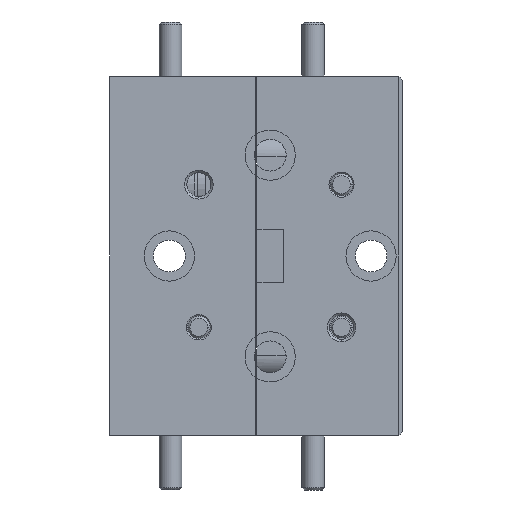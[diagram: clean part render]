
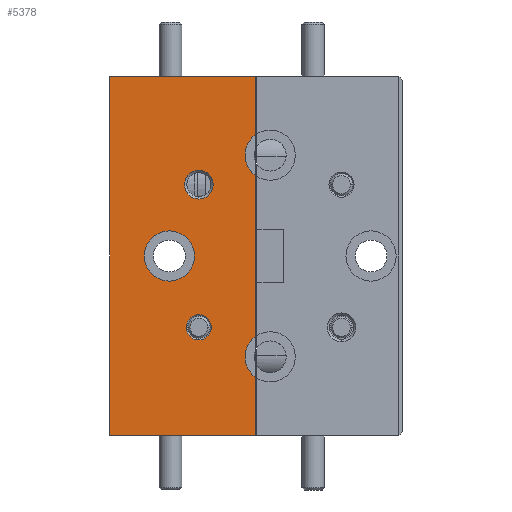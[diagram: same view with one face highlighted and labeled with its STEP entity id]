
A CAD part, left-side view. The second image highlights one B-rep face of the part: STEP entity #5378.
In plain terms, the highlighted planar face has unit normal (-1, 0, 0).
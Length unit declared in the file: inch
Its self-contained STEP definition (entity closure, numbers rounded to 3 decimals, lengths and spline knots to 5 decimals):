
#10 = VECTOR ( 'NONE', #14692, 39.37008 ) ;
#388 = CARTESIAN_POINT ( 'NONE',  ( -1.21883, 0.35303, 0.1641 ) ) ;
#426 = CARTESIAN_POINT ( 'NONE',  ( -1.21883, 0.35303, 0.0941 ) ) ;
#428 = CIRCLE ( 'NONE', #1911, 0.04 ) ;
#923 = VERTEX_POINT ( 'NONE', #10837 ) ;
#980 = EDGE_CURVE ( 'NONE', #15254, #11775, #12602, .T. ) ;
#1181 = VERTEX_POINT ( 'NONE', #14216 ) ;
#1266 = AXIS2_PLACEMENT_3D ( 'NONE', #1709, #2990, #6714 ) ;
#1299 = LINE ( 'NONE', #6215, #15234 ) ;
#1402 = EDGE_LOOP ( 'NONE', ( #8732, #4523, #13964, #8557, #14901, #10989, #3915, #11562 ) ) ;
#1453 = EDGE_CURVE ( 'NONE', #5369, #923, #3544, .T. ) ;
#1575 = DIRECTION ( 'NONE',  ( 0., 0., 1. ) ) ;
#1576 = CARTESIAN_POINT ( 'NONE',  ( -1.21883, 0.11378, 0.6641 ) ) ;
#1668 = AXIS2_PLACEMENT_3D ( 'NONE', #2372, #10829, #15396 ) ;
#1709 = CARTESIAN_POINT ( 'NONE',  ( -1.21883, 0.07178, 0.44535 ) ) ;
#1845 = CARTESIAN_POINT ( 'NONE',  ( -1.21883, 0.11378, -0.17315 ) ) ;
#1911 = AXIS2_PLACEMENT_3D ( 'NONE', #15184, #6836, #11640 ) ;
#2026 = CARTESIAN_POINT ( 'NONE',  ( -1.21883, 0.51978, 0.6641 ) ) ;
#2203 = EDGE_CURVE ( 'NONE', #15356, #1181, #13470, .T. ) ;
#2372 = CARTESIAN_POINT ( 'NONE',  ( -1.21883, 0.51978, 0.6641 ) ) ;
#2407 = CARTESIAN_POINT ( 'NONE',  ( -1.21883, 0.51978, -0.3359 ) ) ;
#2958 = EDGE_CURVE ( 'NONE', #1181, #15356, #12473, .T. ) ;
#2988 = EDGE_CURVE ( 'NONE', #5369, #14225, #1299, .T. ) ;
#2990 = DIRECTION ( 'NONE',  ( -1., 0., 0. ) ) ;
#3236 = DIRECTION ( 'NONE',  ( 0., 0., 1. ) ) ;
#3260 = CIRCLE ( 'NONE', #6552, 0.07 ) ;
#3307 = EDGE_CURVE ( 'NONE', #5868, #6200, #13237, .T. ) ;
#3320 = ORIENTED_EDGE ( 'NONE', *, *, #9110, .F. ) ;
#3524 = AXIS2_PLACEMENT_3D ( 'NONE', #388, #11534, #1575 ) ;
#3531 = DIRECTION ( 'NONE',  ( 0., 0., 1. ) ) ;
#3544 = CIRCLE ( 'NONE', #1266, 0.07 ) ;
#3554 = FACE_BOUND ( 'NONE', #3935, .T. ) ;
#3658 = ORIENTED_EDGE ( 'NONE', *, *, #13042, .F. ) ;
#3858 = EDGE_CURVE ( 'NONE', #9764, #923, #13516, .T. ) ;
#3915 = ORIENTED_EDGE ( 'NONE', *, *, #7171, .T. ) ;
#3935 = EDGE_LOOP ( 'NONE', ( #7413, #15614 ) ) ;
#4259 = CARTESIAN_POINT ( 'NONE',  ( -1.21883, 0.51978, 0.6641 ) ) ;
#4402 = AXIS2_PLACEMENT_3D ( 'NONE', #12211, #5018, #3531 ) ;
#4523 = ORIENTED_EDGE ( 'NONE', *, *, #1453, .F. ) ;
#4551 = CARTESIAN_POINT ( 'NONE',  ( -1.21883, 0.27065, 0.36297 ) ) ;
#4571 = EDGE_LOOP ( 'NONE', ( #3658, #5146 ) ) ;
#4627 = DIRECTION ( 'NONE',  ( -1., 0., 0. ) ) ;
#5018 = DIRECTION ( 'NONE',  ( -1., 0., 0. ) ) ;
#5146 = ORIENTED_EDGE ( 'NONE', *, *, #980, .F. ) ;
#5369 = VERTEX_POINT ( 'NONE', #7051 ) ;
#5378 = ADVANCED_FACE ( 'NONE', ( #7290, #3554, #8398, #5770 ), #13206, .F. ) ;
#5416 = CARTESIAN_POINT ( 'NONE',  ( -1.21883, 0.27065, 0.32297 ) ) ;
#5678 = CARTESIAN_POINT ( 'NONE',  ( -1.21883, 0.11378, -0.06115 ) ) ;
#5693 = ORIENTED_EDGE ( 'NONE', *, *, #6483, .F. ) ;
#5770 = FACE_OUTER_BOUND ( 'NONE', #1402, .T. ) ;
#5868 = VERTEX_POINT ( 'NONE', #7894 ) ;
#5960 = DIRECTION ( 'NONE',  ( 0., -1., 0. ) ) ;
#6034 = AXIS2_PLACEMENT_3D ( 'NONE', #11424, #7888, #13875 ) ;
#6200 = VERTEX_POINT ( 'NONE', #11411 ) ;
#6215 = CARTESIAN_POINT ( 'NONE',  ( -1.21883, 0.11378, 0.6641 ) ) ;
#6483 = EDGE_CURVE ( 'NONE', #15174, #7101, #428, .T. ) ;
#6552 = AXIS2_PLACEMENT_3D ( 'NONE', #13832, #8069, #7993 ) ;
#6657 = CIRCLE ( 'NONE', #13966, 0.04 ) ;
#6714 = DIRECTION ( 'NONE',  ( 0., 0., 1. ) ) ;
#6836 = DIRECTION ( 'NONE',  ( -1., 0., 0. ) ) ;
#7051 = CARTESIAN_POINT ( 'NONE',  ( -1.21883, 0.11378, 0.50135 ) ) ;
#7101 = VERTEX_POINT ( 'NONE', #9154 ) ;
#7171 = EDGE_CURVE ( 'NONE', #6200, #12401, #13733, .T. ) ;
#7290 = FACE_BOUND ( 'NONE', #15357, .T. ) ;
#7413 = ORIENTED_EDGE ( 'NONE', *, *, #2958, .F. ) ;
#7534 = CARTESIAN_POINT ( 'NONE',  ( -1.21883, 0.11378, 0.6641 ) ) ;
#7573 = VECTOR ( 'NONE', #3236, 39.37008 ) ;
#7822 = CIRCLE ( 'NONE', #6034, 0.07 ) ;
#7888 = DIRECTION ( 'NONE',  ( -1., 0., 0. ) ) ;
#7894 = CARTESIAN_POINT ( 'NONE',  ( -1.21883, 0.51978, -0.3359 ) ) ;
#7897 = DIRECTION ( 'NONE',  ( 0., 0., 1. ) ) ;
#7993 = DIRECTION ( 'NONE',  ( 0., 0., 1. ) ) ;
#8069 = DIRECTION ( 'NONE',  ( -1., 0., 0. ) ) ;
#8210 = DIRECTION ( 'NONE',  ( 0., 0., 1. ) ) ;
#8398 = FACE_BOUND ( 'NONE', #4571, .T. ) ;
#8557 = ORIENTED_EDGE ( 'NONE', *, *, #11568, .F. ) ;
#8732 = ORIENTED_EDGE ( 'NONE', *, *, #3858, .T. ) ;
#8793 = DIRECTION ( 'NONE',  ( 0., 0., 1. ) ) ;
#9110 = EDGE_CURVE ( 'NONE', #7101, #15174, #6657, .T. ) ;
#9154 = CARTESIAN_POINT ( 'NONE',  ( -1.21883, 0.27065, 0.40297 ) ) ;
#9764 = VERTEX_POINT ( 'NONE', #5678 ) ;
#10006 = CARTESIAN_POINT ( 'NONE',  ( -1.21883, 0.35303, 0.2341 ) ) ;
#10027 = VECTOR ( 'NONE', #10663, 39.37008 ) ;
#10424 = LINE ( 'NONE', #4259, #7573 ) ;
#10663 = DIRECTION ( 'NONE',  ( 0., -1., 0. ) ) ;
#10829 = DIRECTION ( 'NONE',  ( 1., 0., 0. ) ) ;
#10837 = CARTESIAN_POINT ( 'NONE',  ( -1.21883, 0.11378, 0.38935 ) ) ;
#10919 = CARTESIAN_POINT ( 'NONE',  ( -1.21883, 0.27065, -0.03477 ) ) ;
#10989 = ORIENTED_EDGE ( 'NONE', *, *, #3307, .T. ) ;
#11036 = DIRECTION ( 'NONE',  ( 0., 0., 1. ) ) ;
#11229 = DIRECTION ( 'NONE',  ( -1., 0., 0. ) ) ;
#11411 = CARTESIAN_POINT ( 'NONE',  ( -1.21883, 0.11378, -0.3359 ) ) ;
#11424 = CARTESIAN_POINT ( 'NONE',  ( -1.21883, 0.07178, -0.11715 ) ) ;
#11534 = DIRECTION ( 'NONE',  ( -1., 0., 0. ) ) ;
#11562 = ORIENTED_EDGE ( 'NONE', *, *, #15227, .F. ) ;
#11568 = EDGE_CURVE ( 'NONE', #14878, #14225, #11694, .T. ) ;
#11640 = DIRECTION ( 'NONE',  ( 0., 0., 1. ) ) ;
#11694 = LINE ( 'NONE', #14065, #10027 ) ;
#11775 = VERTEX_POINT ( 'NONE', #10006 ) ;
#12211 = CARTESIAN_POINT ( 'NONE',  ( -1.21883, 0.27065, -0.03477 ) ) ;
#12401 = VERTEX_POINT ( 'NONE', #1845 ) ;
#12473 = CIRCLE ( 'NONE', #4402, 0.035 ) ;
#12532 = CARTESIAN_POINT ( 'NONE',  ( -1.21883, 0.11378, 0.6641 ) ) ;
#12602 = CIRCLE ( 'NONE', #3524, 0.07 ) ;
#12920 = CARTESIAN_POINT ( 'NONE',  ( -1.21883, 0.27065, -0.06977 ) ) ;
#13042 = EDGE_CURVE ( 'NONE', #11775, #15254, #3260, .T. ) ;
#13081 = EDGE_CURVE ( 'NONE', #5868, #14878, #10424, .T. ) ;
#13206 = PLANE ( 'NONE',  #1668 ) ;
#13237 = LINE ( 'NONE', #2407, #14676 ) ;
#13470 = CIRCLE ( 'NONE', #15481, 0.035 ) ;
#13516 = LINE ( 'NONE', #7534, #10 ) ;
#13733 = LINE ( 'NONE', #12532, #14758 ) ;
#13832 = CARTESIAN_POINT ( 'NONE',  ( -1.21883, 0.35303, 0.1641 ) ) ;
#13875 = DIRECTION ( 'NONE',  ( 0., 0., 1. ) ) ;
#13964 = ORIENTED_EDGE ( 'NONE', *, *, #2988, .T. ) ;
#13966 = AXIS2_PLACEMENT_3D ( 'NONE', #4551, #4627, #8210 ) ;
#14065 = CARTESIAN_POINT ( 'NONE',  ( -1.21883, 0.51978, 0.6641 ) ) ;
#14216 = CARTESIAN_POINT ( 'NONE',  ( -1.21883, 0.27065, 0.00023 ) ) ;
#14225 = VERTEX_POINT ( 'NONE', #1576 ) ;
#14676 = VECTOR ( 'NONE', #5960, 39.37008 ) ;
#14692 = DIRECTION ( 'NONE',  ( 0., 0., 1. ) ) ;
#14758 = VECTOR ( 'NONE', #7897, 39.37008 ) ;
#14878 = VERTEX_POINT ( 'NONE', #2026 ) ;
#14901 = ORIENTED_EDGE ( 'NONE', *, *, #13081, .F. ) ;
#15174 = VERTEX_POINT ( 'NONE', #5416 ) ;
#15184 = CARTESIAN_POINT ( 'NONE',  ( -1.21883, 0.27065, 0.36297 ) ) ;
#15227 = EDGE_CURVE ( 'NONE', #9764, #12401, #7822, .T. ) ;
#15234 = VECTOR ( 'NONE', #11036, 39.37008 ) ;
#15254 = VERTEX_POINT ( 'NONE', #426 ) ;
#15356 = VERTEX_POINT ( 'NONE', #12920 ) ;
#15357 = EDGE_LOOP ( 'NONE', ( #3320, #5693 ) ) ;
#15396 = DIRECTION ( 'NONE',  ( 0., 0., -1. ) ) ;
#15481 = AXIS2_PLACEMENT_3D ( 'NONE', #10919, #11229, #8793 ) ;
#15614 = ORIENTED_EDGE ( 'NONE', *, *, #2203, .F. ) ;
